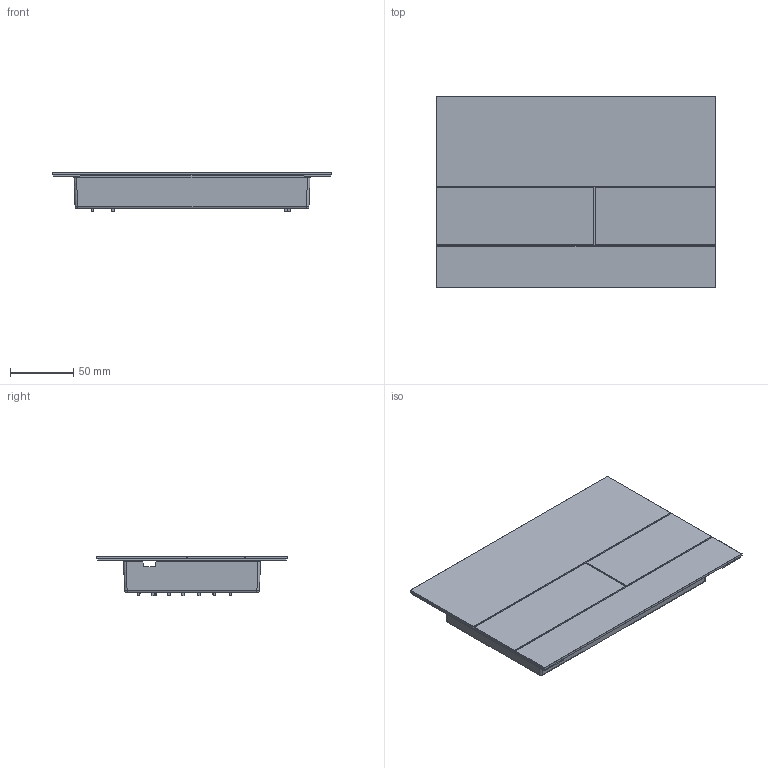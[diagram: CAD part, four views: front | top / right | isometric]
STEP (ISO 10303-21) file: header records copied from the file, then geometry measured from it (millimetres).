
FILE_DESCRIPTION((''),'2;1');
FILE_NAME('SP889_020_00_ASM','2015-10-29T',('MSchlueter'),('NET'),'PRO/ENGINEER BY PARAMETRIC TECHNOLOGY CORPORATION, 2014090','PRO/ENGINEER BY PARAMETRIC TECHNOLOGY CORPORATION, 2014090','');
FILE_SCHEMA(('CONFIG_CONTROL_DESIGN'));
Products named in the file (7): SP889_021_00_ASM; SP880_201_00; SP880_204_00; SP880_206_00; SP880_205_00; SP880_207_00; SP889_020_00_ASM
Assembly tree (6 placements, depth 2):
  SP889_020_00_ASM
    SP889_021_00_ASM
    SP880_201_00
    SP880_204_00
    SP880_206_00
    SP880_205_00
    SP880_207_00
Bounding box: 220 x 150 x 31.5 mm (x, y, z)
Volume: 143254.9 mm3; surface area: 155281.7 mm2
Topology: 5 solids, 5 shells, 1583 faces, 4055 edges, 2512 vertices
Faces by surface type: plane 780, cylinder 457, bspline 183, cone 59, sphere 53, torus 51
Entity records: 67742 total; most frequent: CARTESIAN_POINT 18070, ORIENTED_EDGE 8110, DIRECTION 6874, PRESENTATION_STYLE_ASSIGNMENT 4112, STYLED_ITEM 4105, CURVE_STYLE 4055, EDGE_CURVE 4055, VECTOR 2614
